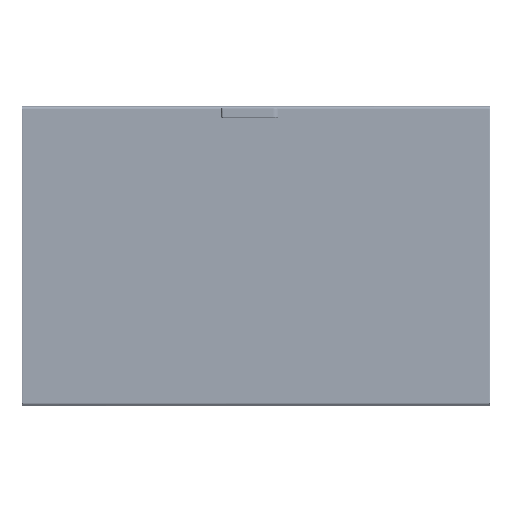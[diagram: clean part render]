
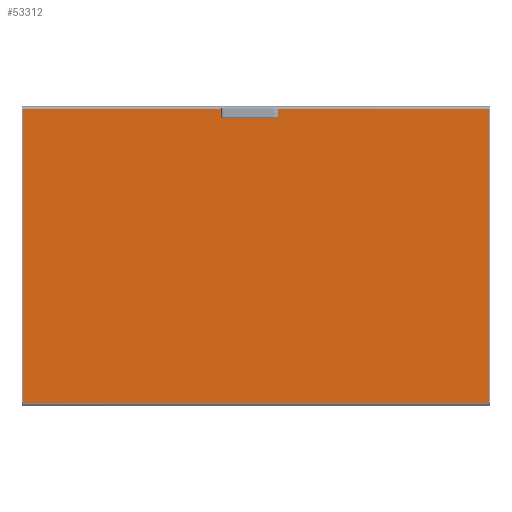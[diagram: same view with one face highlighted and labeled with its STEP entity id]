
A CAD part, top view. The second image highlights one B-rep face of the part: STEP entity #53312.
In plain terms, the highlighted planar face has unit normal (0, 0, 1).
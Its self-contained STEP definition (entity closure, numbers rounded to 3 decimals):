
#11273 = FACE_OUTER_BOUND ( 'NONE', #75764, .T. ) ;
#14128 = CIRCLE ( 'NONE', #24921, 4.5 ) ;
#14225 = CIRCLE ( 'NONE', #24271, 4.5 ) ;
#14234 = LINE ( 'NONE', #73740, #14241 ) ;
#14241 = VECTOR ( 'NONE', #74141, 1000. ) ;
#14243 = CIRCLE ( 'NONE', #24277, 12.5 ) ;
#14245 = LINE ( 'NONE', #73758, #14278 ) ;
#14265 = LINE ( 'NONE', #73785, #14268 ) ;
#14266 = VECTOR ( 'NONE', #73843, 1000. ) ;
#14268 = VECTOR ( 'NONE', #73789, 1000. ) ;
#14276 = CIRCLE ( 'NONE', #24314, 4.5 ) ;
#14278 = VECTOR ( 'NONE', #73757, 1000. ) ;
#14281 = CIRCLE ( 'NONE', #24340, 12.5 ) ;
#14283 = LINE ( 'NONE', #73849, #14266 ) ;
#14300 = VECTOR ( 'NONE', #74035, 1000. ) ;
#14303 = LINE ( 'NONE', #74018, #14300 ) ;
#14316 = CIRCLE ( 'NONE', #24351, 12.5 ) ;
#14335 = CIRCLE ( 'NONE', #24363, 12.5 ) ;
#14342 = LINE ( 'NONE', #74093, #14385 ) ;
#14356 = LINE ( 'NONE', #74095, #14359 ) ;
#14359 = VECTOR ( 'NONE', #74047, 1000. ) ;
#14363 = LINE ( 'NONE', #74116, #14402 ) ;
#14369 = LINE ( 'NONE', #73645, #14383 ) ;
#14383 = VECTOR ( 'NONE', #73651, 1000. ) ;
#14385 = VECTOR ( 'NONE', #73906, 1000. ) ;
#14400 = LINE ( 'NONE', #74013, #14417 ) ;
#14402 = VECTOR ( 'NONE', #74115, 1000. ) ;
#14417 = VECTOR ( 'NONE', #73749, 1000. ) ;
#24271 = AXIS2_PLACEMENT_3D ( 'NONE', #74138, #73761, #73904 ) ;
#24277 = AXIS2_PLACEMENT_3D ( 'NONE', #73778, #73771, #73780 ) ;
#24314 = AXIS2_PLACEMENT_3D ( 'NONE', #73875, #73880, #73994 ) ;
#24340 = AXIS2_PLACEMENT_3D ( 'NONE', #73902, #73895, #74041 ) ;
#24351 = AXIS2_PLACEMENT_3D ( 'NONE', #73907, #74003, #73993 ) ;
#24363 = AXIS2_PLACEMENT_3D ( 'NONE', #74032, #73682, #73686 ) ;
#24921 = AXIS2_PLACEMENT_3D ( 'NONE', #69276, #69297, #69274 ) ;
#26031 = AXIS2_PLACEMENT_3D ( 'NONE', #31785, #32328, #32288 ) ;
#31785 = CARTESIAN_POINT ( 'NONE',  ( -775.5, -495., 2. ) ) ;
#32288 = DIRECTION ( 'NONE',  ( 1., 0., 0. ) ) ;
#32328 = DIRECTION ( 'NONE',  ( 0., 0., 1. ) ) ;
#32335 = PLANE ( 'NONE',  #26031 ) ;
#44492 = EDGE_CURVE ( 'NONE', #46019, #45863, #14128, .T. ) ;
#45589 = EDGE_CURVE ( 'NONE', #45820, #45811, #14400, .T. ) ;
#45605 = EDGE_CURVE ( 'NONE', #46532, #45820, #14369, .T. ) ;
#45611 = EDGE_CURVE ( 'NONE', #46053, #46463, #14363, .T. ) ;
#45618 = EDGE_CURVE ( 'NONE', #46554, #46053, #14356, .T. ) ;
#45622 = EDGE_CURVE ( 'NONE', #46554, #45817, #14335, .T. ) ;
#45627 = EDGE_CURVE ( 'NONE', #46463, #46532, #14342, .T. ) ;
#45634 = EDGE_CURVE ( 'NONE', #46496, #45811, #14316, .T. ) ;
#45642 = EDGE_CURVE ( 'NONE', #45863, #46496, #14303, .T. ) ;
#45650 = EDGE_CURVE ( 'NONE', #46110, #45992, #14281, .T. ) ;
#45655 = EDGE_CURVE ( 'NONE', #46467, #46019, #14276, .T. ) ;
#45662 = EDGE_CURVE ( 'NONE', #46264, #46110, #14283, .T. ) ;
#45669 = EDGE_CURVE ( 'NONE', #45992, #46467, #14265, .T. ) ;
#45676 = EDGE_CURVE ( 'NONE', #46045, #46264, #14243, .T. ) ;
#45681 = EDGE_CURVE ( 'NONE', #46217, #46045, #14245, .T. ) ;
#45686 = EDGE_CURVE ( 'NONE', #46452, #46217, #14225, .T. ) ;
#45692 = EDGE_CURVE ( 'NONE', #45817, #46452, #14234, .T. ) ;
#45811 = VERTEX_POINT ( 'NONE', #73712 ) ;
#45817 = VERTEX_POINT ( 'NONE', #73528 ) ;
#45820 = VERTEX_POINT ( 'NONE', #73539 ) ;
#45863 = VERTEX_POINT ( 'NONE', #73793 ) ;
#45992 = VERTEX_POINT ( 'NONE', #87689 ) ;
#46019 = VERTEX_POINT ( 'NONE', #87009 ) ;
#46045 = VERTEX_POINT ( 'NONE', #87071 ) ;
#46053 = VERTEX_POINT ( 'NONE', #87298 ) ;
#46110 = VERTEX_POINT ( 'NONE', #88076 ) ;
#46217 = VERTEX_POINT ( 'NONE', #86569 ) ;
#46264 = VERTEX_POINT ( 'NONE', #86338 ) ;
#46452 = VERTEX_POINT ( 'NONE', #86620 ) ;
#46463 = VERTEX_POINT ( 'NONE', #87664 ) ;
#46467 = VERTEX_POINT ( 'NONE', #87593 ) ;
#46496 = VERTEX_POINT ( 'NONE', #87670 ) ;
#46532 = VERTEX_POINT ( 'NONE', #85979 ) ;
#46554 = VERTEX_POINT ( 'NONE', #87475 ) ;
#53312 = ADVANCED_FACE ( 'NONE', ( #11273 ), #32335, .T. ) ;
#69274 = DIRECTION ( 'NONE',  ( -1., 0., 0. ) ) ;
#69276 = CARTESIAN_POINT ( 'NONE',  ( 54.3, 475.5, 2. ) ) ;
#69297 = DIRECTION ( 'NONE',  ( 0., 0., 1. ) ) ;
#71292 = ORIENTED_EDGE ( 'NONE', *, *, #45622, .F. ) ;
#71294 = ORIENTED_EDGE ( 'NONE', *, *, #45618, .T. ) ;
#71295 = ORIENTED_EDGE ( 'NONE', *, *, #45611, .T. ) ;
#71296 = ORIENTED_EDGE ( 'NONE', *, *, #45627, .T. ) ;
#71297 = ORIENTED_EDGE ( 'NONE', *, *, #45605, .T. ) ;
#71298 = ORIENTED_EDGE ( 'NONE', *, *, #45589, .T. ) ;
#71299 = ORIENTED_EDGE ( 'NONE', *, *, #45634, .F. ) ;
#71300 = ORIENTED_EDGE ( 'NONE', *, *, #45642, .F. ) ;
#71301 = ORIENTED_EDGE ( 'NONE', *, *, #44492, .F. ) ;
#71302 = ORIENTED_EDGE ( 'NONE', *, *, #45655, .F. ) ;
#71303 = ORIENTED_EDGE ( 'NONE', *, *, #45669, .F. ) ;
#71304 = ORIENTED_EDGE ( 'NONE', *, *, #45650, .F. ) ;
#71305 = ORIENTED_EDGE ( 'NONE', *, *, #45662, .F. ) ;
#71306 = ORIENTED_EDGE ( 'NONE', *, *, #45676, .F. ) ;
#71307 = ORIENTED_EDGE ( 'NONE', *, *, #45681, .F. ) ;
#71308 = ORIENTED_EDGE ( 'NONE', *, *, #45686, .F. ) ;
#71309 = ORIENTED_EDGE ( 'NONE', *, *, #45692, .F. ) ;
#73528 = CARTESIAN_POINT ( 'NONE',  ( -37.662, 480., 2. ) ) ;
#73539 = CARTESIAN_POINT ( 'NONE',  ( 775.49, 487.5, 2. ) ) ;
#73645 = CARTESIAN_POINT ( 'NONE',  ( 775.49, -495., 2. ) ) ;
#73651 = DIRECTION ( 'NONE',  ( 0., 1., 0. ) ) ;
#73682 = DIRECTION ( 'NONE',  ( 0., 0., 1. ) ) ;
#73686 = DIRECTION ( 'NONE',  ( 1., 0., 0. ) ) ;
#73712 = CARTESIAN_POINT ( 'NONE',  ( 29.5, 487.5, 2. ) ) ;
#73740 = CARTESIAN_POINT ( 'NONE',  ( -37.662, 480., 2. ) ) ;
#73749 = DIRECTION ( 'NONE',  ( -1., 0., 0. ) ) ;
#73757 = DIRECTION ( 'NONE',  ( 1., 0., 0. ) ) ;
#73758 = CARTESIAN_POINT ( 'NONE',  ( -37.662, 471., 2. ) ) ;
#73761 = DIRECTION ( 'NONE',  ( 0., 0., 1. ) ) ;
#73771 = DIRECTION ( 'NONE',  ( 0., 0., 1. ) ) ;
#73778 = CARTESIAN_POINT ( 'NONE',  ( -26., 475.5, 2. ) ) ;
#73780 = DIRECTION ( 'NONE',  ( 1., 0., 0. ) ) ;
#73785 = CARTESIAN_POINT ( 'NONE',  ( 37.662, 471., 2. ) ) ;
#73789 = DIRECTION ( 'NONE',  ( 1., 0., 0. ) ) ;
#73793 = CARTESIAN_POINT ( 'NONE',  ( 54.3, 480., 2. ) ) ;
#73843 = DIRECTION ( 'NONE',  ( 1., 0., 0. ) ) ;
#73849 = CARTESIAN_POINT ( 'NONE',  ( -14.338, 471., 2. ) ) ;
#73875 = CARTESIAN_POINT ( 'NONE',  ( 54.3, 475.5, 2. ) ) ;
#73880 = DIRECTION ( 'NONE',  ( 0., 0., 1. ) ) ;
#73895 = DIRECTION ( 'NONE',  ( 0., 0., 1. ) ) ;
#73902 = CARTESIAN_POINT ( 'NONE',  ( 26., 475.5, 2. ) ) ;
#73904 = DIRECTION ( 'NONE',  ( 1., 0., 0. ) ) ;
#73906 = DIRECTION ( 'NONE',  ( 1., 0., 0. ) ) ;
#73907 = CARTESIAN_POINT ( 'NONE',  ( 26., 475.5, 2. ) ) ;
#73993 = DIRECTION ( 'NONE',  ( -1., 0., 0. ) ) ;
#73994 = DIRECTION ( 'NONE',  ( -1., 0., 0. ) ) ;
#74003 = DIRECTION ( 'NONE',  ( 0., 0., 1. ) ) ;
#74013 = CARTESIAN_POINT ( 'NONE',  ( 775.49, 487.5, 2. ) ) ;
#74018 = CARTESIAN_POINT ( 'NONE',  ( 37.662, 480., 2. ) ) ;
#74032 = CARTESIAN_POINT ( 'NONE',  ( -26., 475.5, 2. ) ) ;
#74035 = DIRECTION ( 'NONE',  ( -1., 0., 0. ) ) ;
#74041 = DIRECTION ( 'NONE',  ( -1., 0., 0. ) ) ;
#74047 = DIRECTION ( 'NONE',  ( -1., 0., 0. ) ) ;
#74093 = CARTESIAN_POINT ( 'NONE',  ( -775.49, -487.5, 2. ) ) ;
#74095 = CARTESIAN_POINT ( 'NONE',  ( 775.49, 487.5, 2. ) ) ;
#74115 = DIRECTION ( 'NONE',  ( 0., -1., 0. ) ) ;
#74116 = CARTESIAN_POINT ( 'NONE',  ( -775.49, 495., 2. ) ) ;
#74138 = CARTESIAN_POINT ( 'NONE',  ( -54.3, 475.5, 2. ) ) ;
#74141 = DIRECTION ( 'NONE',  ( -1., 0., 0. ) ) ;
#75764 = EDGE_LOOP ( 'NONE', ( #71292, #71294, #71295, #71296, #71297, #71298, #71299, #71300, #71301, #71302, #71303, #71304, #71305, #71306, #71307, #71308, #71309 ) ) ;
#85979 = CARTESIAN_POINT ( 'NONE',  ( 775.49, -487.5, 2. ) ) ;
#86338 = CARTESIAN_POINT ( 'NONE',  ( -14.338, 471., 2. ) ) ;
#86569 = CARTESIAN_POINT ( 'NONE',  ( -54.3, 471., 2. ) ) ;
#86620 = CARTESIAN_POINT ( 'NONE',  ( -54.3, 480., 2. ) ) ;
#87009 = CARTESIAN_POINT ( 'NONE',  ( 58.8, 475.5, 2. ) ) ;
#87071 = CARTESIAN_POINT ( 'NONE',  ( -37.662, 471., 2. ) ) ;
#87298 = CARTESIAN_POINT ( 'NONE',  ( -775.49, 487.5, 2. ) ) ;
#87475 = CARTESIAN_POINT ( 'NONE',  ( -29.5, 487.5, 2. ) ) ;
#87593 = CARTESIAN_POINT ( 'NONE',  ( 54.3, 471., 2. ) ) ;
#87664 = CARTESIAN_POINT ( 'NONE',  ( -775.49, -487.5, 2. ) ) ;
#87670 = CARTESIAN_POINT ( 'NONE',  ( 37.662, 480., 2. ) ) ;
#87689 = CARTESIAN_POINT ( 'NONE',  ( 37.662, 471., 2. ) ) ;
#88076 = CARTESIAN_POINT ( 'NONE',  ( 14.338, 471., 2. ) ) ;
